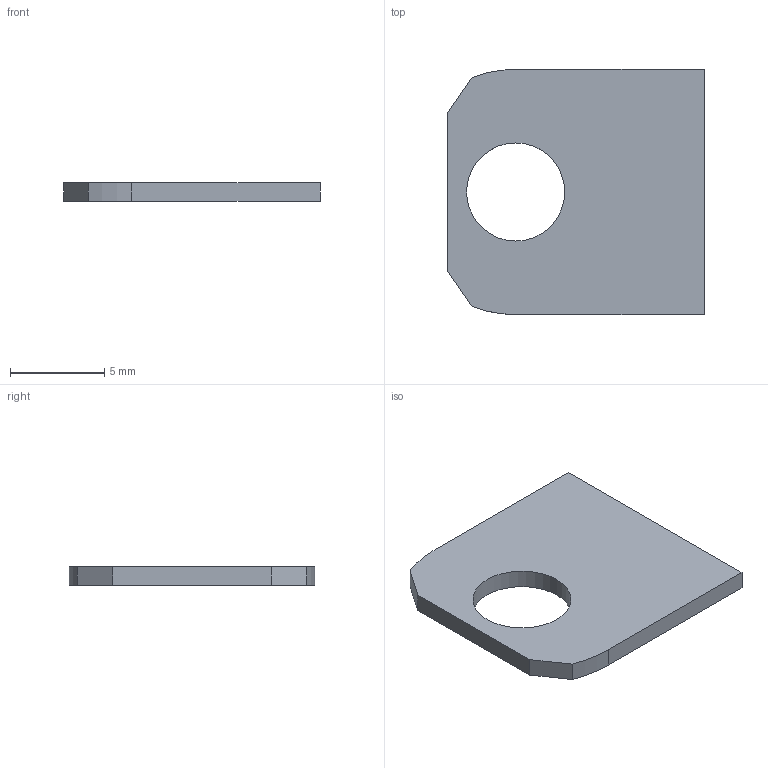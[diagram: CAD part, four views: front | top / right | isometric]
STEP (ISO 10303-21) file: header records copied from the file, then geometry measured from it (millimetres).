
FILE_DESCRIPTION(/* description */ (''),/* implementation_level */ '2;1');
FILE_NAME(/* name */ 'Internal Plate.ipt.step',/* time_stamp */ '2020-04-16T23:14:59-04:00',/* author */ ('Hannah'),/* organization */ (''),/* preprocessor_version */ 'ST-DEVELOPER v17',/* originating_system */ 'Autodesk Inventor 2019',/* authorisation */ '');
FILE_SCHEMA (('AUTOMOTIVE_DESIGN { 1 0 10303 214 3 1 1 }'));
Length unit declared in the file: inch
Products named in the file (1): Internal Plate
Bounding box: 13.6 x 13 x 1 mm (x, y, z)
Volume: 151.4 mm3; surface area: 369.8 mm2
Topology: 1 solids, 1 shells, 11 faces, 29 edges, 20 vertices
Faces by surface type: plane 8, cylinder 3
Full cylindrical faces by diameter (mm): 5.2 x1
Entity records: 392 total; most frequent: DIRECTION 61, CARTESIAN_POINT 61, ORIENTED_EDGE 58, EDGE_CURVE 29, LINE 21, VECTOR 21, VERTEX_POINT 20, AXIS2_PLACEMENT_3D 20
